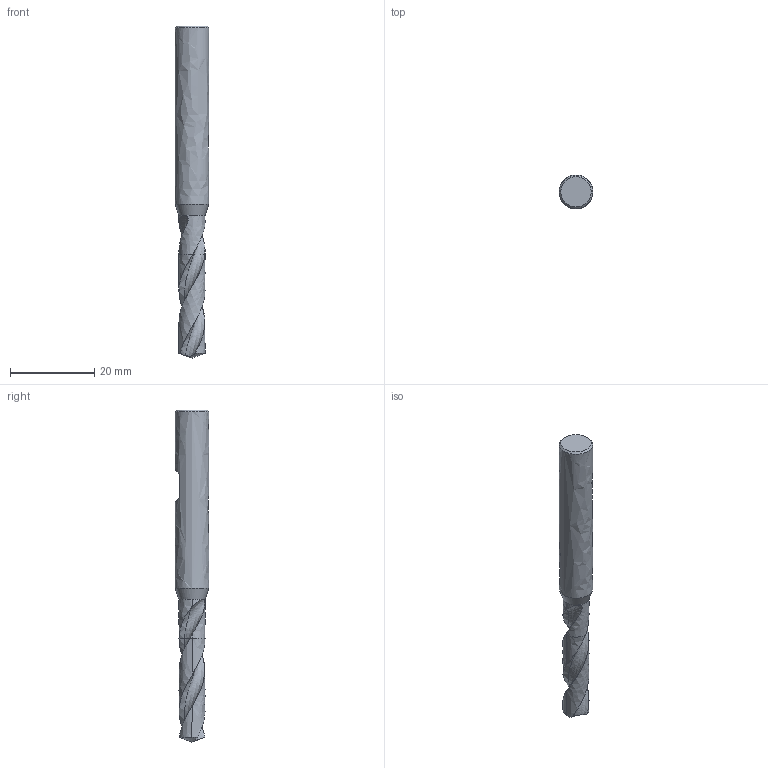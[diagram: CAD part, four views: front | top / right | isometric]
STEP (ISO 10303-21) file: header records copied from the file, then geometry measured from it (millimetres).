
FILE_DESCRIPTION(('STEP'), '1');
FILE_NAME('1115070062.stp', '2021-09-29T14:03:40', ('TDM Systems GmbH'), ('TDM Systems GmbH'), 'HarmonyWare STEP v2.1.2-dev Express v3.0.0.0', 'TDM', 'Unknown');
FILE_SCHEMA(('AUTOMOTIVE_DESIGN'));
Length unit declared in the file: millimetre
Products named in the file (1): NONE
Bounding box: 8 x 8 x 79 mm (x, y, z)
Volume: 2885.5 mm3; surface area: 1932.9 mm2
Topology: 2 solids, 2 shells, 30 faces, 82 edges, 61 vertices
Faces by surface type: bspline 24, plane 6
Entity records: 4096 total; most frequent: CARTESIAN_POINT 3447, ORIENTED_EDGE 154, EDGE_CURVE 77, DIRECTION 71, VERTEX_POINT 52, B_SPLINE_CURVE_WITH_KNOTS 35, EDGE_LOOP 31, ADVANCED_FACE 30
